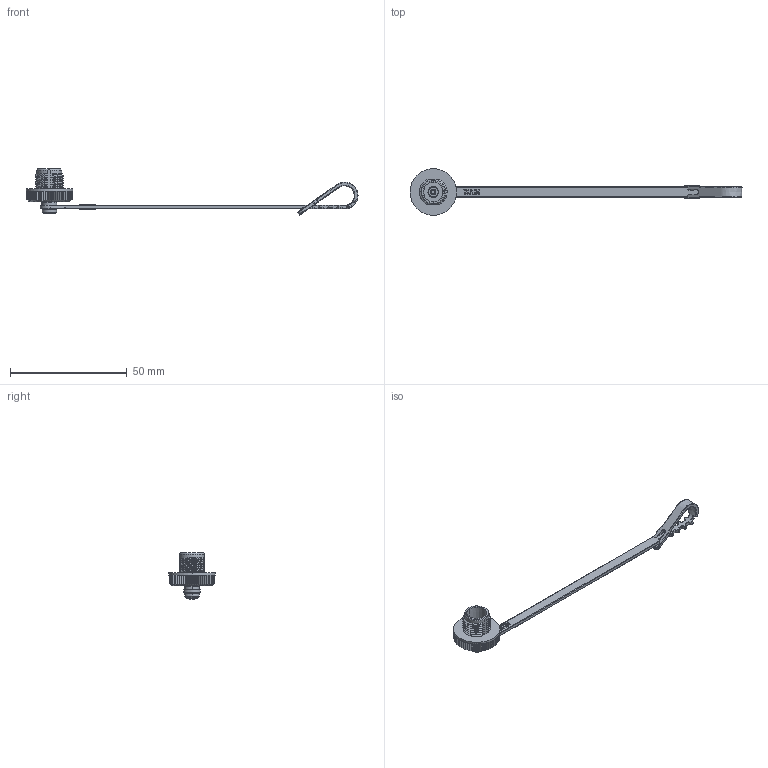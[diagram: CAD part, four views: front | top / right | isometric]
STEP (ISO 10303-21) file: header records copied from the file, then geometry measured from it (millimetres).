
FILE_DESCRIPTION((''),'2;1');
FILE_NAME('M12-FCV_1','2017-09-15T',('hq.zhang'),(''),'PRO/ENGINEER BY PARAMETRIC TECHNOLOGY CORPORATION, 2012480','PRO/ENGINEER BY PARAMETRIC TECHNOLOGY CORPORATION, 2012480','');
FILE_SCHEMA(('AUTOMOTIVE_DESIGN { 1 0 10303 214 1 1 1 1 }'));
Length unit declared in the file: millimetre
Products named in the file (1): M12-FCV_1
Bounding box: 142.45 x 20 x 19.76 mm (x, y, z)
Volume: 2774.1 mm3; surface area: 3949 mm2
Topology: 1 solids, 1 shells, 735 faces, 1949 edges, 1187 vertices
Faces by surface type: bspline 494, plane 132, cylinder 86, torus 12, cone 11
Entity records: 35997 total; most frequent: CARTESIAN_POINT 21083, ORIENTED_EDGE 3804, EDGE_CURVE 1902, DIRECTION 1744, VERTEX_POINT 1187, VECTOR 890, LINE 890, B_SPLINE_CURVE_WITH_KNOTS 826
